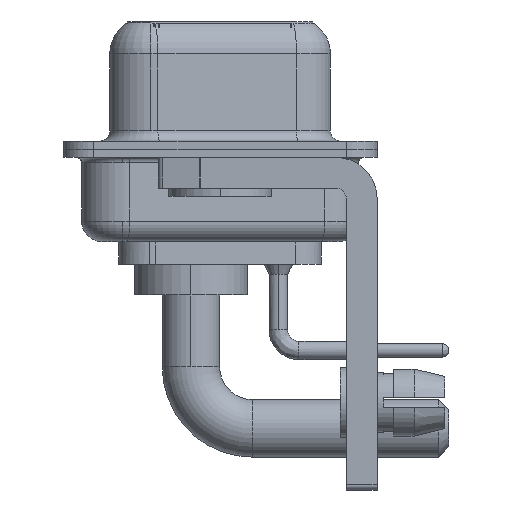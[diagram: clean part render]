
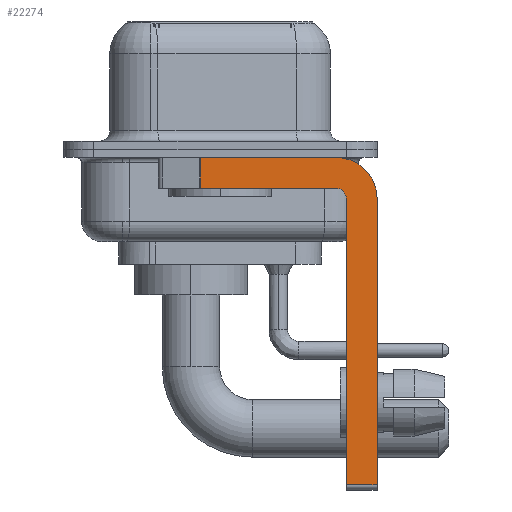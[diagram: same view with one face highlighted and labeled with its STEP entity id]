
A CAD part, left-side view. The second image highlights one B-rep face of the part: STEP entity #22274.
In plain terms, the highlighted planar face has unit normal (-1, 0, 0).
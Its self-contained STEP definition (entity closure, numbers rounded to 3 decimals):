
#418 = CARTESIAN_POINT ( 'NONE',  ( -2.9, -5.65, -0.4 ) ) ;
#497 = EDGE_CURVE ( 'NONE', #4449, #23521, #6325, .T. ) ;
#634 = ORIENTED_EDGE ( 'NONE', *, *, #4161, .F. ) ;
#660 = VECTOR ( 'NONE', #1610, 1000. ) ;
#1015 = CARTESIAN_POINT ( 'NONE',  ( -2.9, 0.978, -1.9 ) ) ;
#1214 = CARTESIAN_POINT ( 'NONE',  ( -2.9, -5.65, -2.4 ) ) ;
#1610 = DIRECTION ( 'NONE',  ( 0., 0., -1. ) ) ;
#1946 = VERTEX_POINT ( 'NONE', #1015 ) ;
#2434 = CARTESIAN_POINT ( 'NONE',  ( -2.9, -5.65, -16.35 ) ) ;
#2668 = DIRECTION ( 'NONE',  ( 0., -1., 0. ) ) ;
#3100 = CARTESIAN_POINT ( 'NONE',  ( -2.9, -5.65, -1.9 ) ) ;
#3206 = LINE ( 'NONE', #9933, #4961 ) ;
#3542 = AXIS2_PLACEMENT_3D ( 'NONE', #1214, #6472, #21489 ) ;
#3937 = LINE ( 'NONE', #5609, #15035 ) ;
#4068 = AXIS2_PLACEMENT_3D ( 'NONE', #12947, #20225, #7595 ) ;
#4161 = EDGE_CURVE ( 'NONE', #19746, #7888, #3206, .T. ) ;
#4449 = VERTEX_POINT ( 'NONE', #7371 ) ;
#4484 = VECTOR ( 'NONE', #19551, 1000. ) ;
#4832 = PLANE ( 'NONE',  #6758 ) ;
#4961 = VECTOR ( 'NONE', #10049, 1000. ) ;
#4963 = ORIENTED_EDGE ( 'NONE', *, *, #19250, .T. ) ;
#5609 = CARTESIAN_POINT ( 'NONE',  ( -2.9, 3., -0.4 ) ) ;
#6325 = LINE ( 'NONE', #17606, #18343 ) ;
#6472 = DIRECTION ( 'NONE',  ( -1., 0., 0. ) ) ;
#6689 = EDGE_LOOP ( 'NONE', ( #20605, #6954, #16736, #9755, #634, #4963, #17148, #8091 ) ) ;
#6739 = FACE_OUTER_BOUND ( 'NONE', #6689, .T. ) ;
#6758 = AXIS2_PLACEMENT_3D ( 'NONE', #12216, #10310, #19613 ) ;
#6783 = CARTESIAN_POINT ( 'NONE',  ( -2.9, 0.978, -0.4 ) ) ;
#6954 = ORIENTED_EDGE ( 'NONE', *, *, #11857, .T. ) ;
#7371 = CARTESIAN_POINT ( 'NONE',  ( -2.9, -7.65, -2.4 ) ) ;
#7595 = DIRECTION ( 'NONE',  ( 0., 0., -1. ) ) ;
#7651 = CARTESIAN_POINT ( 'NONE',  ( -2.9, -6.15, -2.4 ) ) ;
#7888 = VERTEX_POINT ( 'NONE', #7651 ) ;
#8091 = ORIENTED_EDGE ( 'NONE', *, *, #23332, .F. ) ;
#8136 = LINE ( 'NONE', #2434, #11206 ) ;
#9414 = EDGE_CURVE ( 'NONE', #11037, #14705, #3937, .T. ) ;
#9755 = ORIENTED_EDGE ( 'NONE', *, *, #18041, .F. ) ;
#9933 = CARTESIAN_POINT ( 'NONE',  ( -2.9, -6.15, -16.6 ) ) ;
#10049 = DIRECTION ( 'NONE',  ( 0., 0., 1. ) ) ;
#10310 = DIRECTION ( 'NONE',  ( 1., 0., 0. ) ) ;
#11037 = VERTEX_POINT ( 'NONE', #6783 ) ;
#11206 = VECTOR ( 'NONE', #2668, 1000. ) ;
#11837 = VERTEX_POINT ( 'NONE', #12217 ) ;
#11857 = EDGE_CURVE ( 'NONE', #11037, #1946, #16028, .T. ) ;
#12216 = CARTESIAN_POINT ( 'NONE',  ( -2.9, -5.65, -2.4 ) ) ;
#12217 = CARTESIAN_POINT ( 'NONE',  ( -2.9, -5.65, -1.9 ) ) ;
#12628 = DIRECTION ( 'NONE',  ( 0., -1., 0. ) ) ;
#12822 = CIRCLE ( 'NONE', #4068, 2. ) ;
#12947 = CARTESIAN_POINT ( 'NONE',  ( -2.9, -5.65, -2.4 ) ) ;
#14705 = VERTEX_POINT ( 'NONE', #418 ) ;
#15004 = CARTESIAN_POINT ( 'NONE',  ( -2.9, -7.65, -16.35 ) ) ;
#15035 = VECTOR ( 'NONE', #12628, 1000. ) ;
#16028 = LINE ( 'NONE', #19259, #660 ) ;
#16736 = ORIENTED_EDGE ( 'NONE', *, *, #22617, .F. ) ;
#17056 = CARTESIAN_POINT ( 'NONE',  ( -2.9, -6.15, -16.35 ) ) ;
#17148 = ORIENTED_EDGE ( 'NONE', *, *, #497, .F. ) ;
#17381 = DIRECTION ( 'NONE',  ( 0., 0., -1. ) ) ;
#17606 = CARTESIAN_POINT ( 'NONE',  ( -2.9, -7.65, -2.4 ) ) ;
#18041 = EDGE_CURVE ( 'NONE', #7888, #11837, #21825, .T. ) ;
#18343 = VECTOR ( 'NONE', #17381, 1000. ) ;
#19250 = EDGE_CURVE ( 'NONE', #19746, #23521, #8136, .T. ) ;
#19259 = CARTESIAN_POINT ( 'NONE',  ( -2.9, 0.978, -1.9 ) ) ;
#19551 = DIRECTION ( 'NONE',  ( 0., 1., 0. ) ) ;
#19613 = DIRECTION ( 'NONE',  ( 0., 0., -1. ) ) ;
#19746 = VERTEX_POINT ( 'NONE', #17056 ) ;
#20225 = DIRECTION ( 'NONE',  ( 1., 0., 0. ) ) ;
#20605 = ORIENTED_EDGE ( 'NONE', *, *, #9414, .F. ) ;
#21489 = DIRECTION ( 'NONE',  ( 0., 0., 1. ) ) ;
#21825 = CIRCLE ( 'NONE', #3542, 0.5 ) ;
#22274 = ADVANCED_FACE ( 'NONE', ( #6739 ), #4832, .F. ) ;
#22617 = EDGE_CURVE ( 'NONE', #11837, #1946, #23025, .T. ) ;
#23025 = LINE ( 'NONE', #3100, #4484 ) ;
#23332 = EDGE_CURVE ( 'NONE', #14705, #4449, #12822, .T. ) ;
#23521 = VERTEX_POINT ( 'NONE', #15004 ) ;
